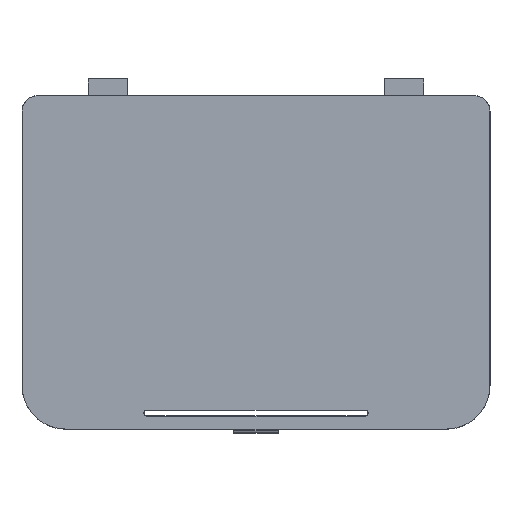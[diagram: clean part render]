
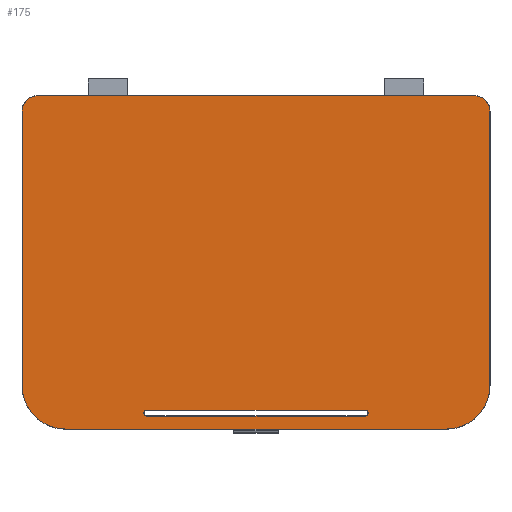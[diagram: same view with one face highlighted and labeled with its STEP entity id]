
A CAD part, top view. The second image highlights one B-rep face of the part: STEP entity #175.
In plain terms, the highlighted planar face has unit normal (0, 0, 1).
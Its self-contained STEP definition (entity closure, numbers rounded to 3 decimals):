
#38 = DIRECTION ( 'NONE',  ( 0., 0., 1. ) ) ;
#45 = CARTESIAN_POINT ( 'NONE',  ( 34., -29.765, 0. ) ) ;
#65 = CARTESIAN_POINT ( 'NONE',  ( 39., 27., 0. ) ) ;
#67 = EDGE_CURVE ( 'NONE', #1221, #2271, #1044, .T. ) ;
#90 = PLANE ( 'NONE',  #1923 ) ;
#102 = AXIS2_PLACEMENT_3D ( 'NONE', #986, #1004, #1169 ) ;
#104 = ORIENTED_EDGE ( 'NONE', *, *, #711, .F. ) ;
#116 = EDGE_CURVE ( 'NONE', #1342, #641, #1055, .T. ) ;
#150 = VERTEX_POINT ( 'NONE', #1624 ) ;
#157 = ORIENTED_EDGE ( 'NONE', *, *, #692, .F. ) ;
#175 = ADVANCED_FACE ( 'NONE', ( #989, #971 ), #90, .T. ) ;
#178 = EDGE_CURVE ( 'NONE', #641, #657, #966, .T. ) ;
#200 = VERTEX_POINT ( 'NONE', #529 ) ;
#212 = VERTEX_POINT ( 'NONE', #1708 ) ;
#215 = EDGE_LOOP ( 'NONE', ( #656, #220, #1879, #2058, #1469, #845, #2052, #1931 ) ) ;
#220 = ORIENTED_EDGE ( 'NONE', *, *, #471, .T. ) ;
#295 = VERTEX_POINT ( 'NONE', #1664 ) ;
#301 = DIRECTION ( 'NONE',  ( 0., 0., 1. ) ) ;
#304 = AXIS2_PLACEMENT_3D ( 'NONE', #1076, #2282, #1239 ) ;
#316 = DIRECTION ( 'NONE',  ( 0., 0., 1. ) ) ;
#346 = EDGE_CURVE ( 'NONE', #200, #771, #1447, .T. ) ;
#366 = EDGE_CURVE ( 'NONE', #1726, #150, #1416, .T. ) ;
#404 = ORIENTED_EDGE ( 'NONE', *, *, #719, .F. ) ;
#431 = EDGE_CURVE ( 'NONE', #500, #1726, #1350, .T. ) ;
#471 = EDGE_CURVE ( 'NONE', #657, #500, #1296, .T. ) ;
#500 = VERTEX_POINT ( 'NONE', #703 ) ;
#512 = DIRECTION ( 'NONE',  ( 1., 0., 0. ) ) ;
#529 = CARTESIAN_POINT ( 'NONE',  ( 20.035, -26.9, 0. ) ) ;
#551 = CARTESIAN_POINT ( 'NONE',  ( -34., -29.765, 0. ) ) ;
#596 = ORIENTED_EDGE ( 'NONE', *, *, #706, .F. ) ;
#622 = CIRCLE ( 'NONE', #1629, 7.765 ) ;
#637 = DIRECTION ( 'NONE',  ( 1., 0., 0. ) ) ;
#641 = VERTEX_POINT ( 'NONE', #1090 ) ;
#656 = ORIENTED_EDGE ( 'NONE', *, *, #178, .T. ) ;
#657 = VERTEX_POINT ( 'NONE', #737 ) ;
#692 = EDGE_CURVE ( 'NONE', #295, #1216, #1710, .T. ) ;
#703 = CARTESIAN_POINT ( 'NONE',  ( -39., 29.765, 0. ) ) ;
#706 = EDGE_CURVE ( 'NONE', #771, #295, #1701, .T. ) ;
#711 = EDGE_CURVE ( 'NONE', #212, #200, #1706, .T. ) ;
#719 = EDGE_CURVE ( 'NONE', #1216, #212, #1689, .T. ) ;
#737 = CARTESIAN_POINT ( 'NONE',  ( 39., 29.765, 0. ) ) ;
#771 = VERTEX_POINT ( 'NONE', #2210 ) ;
#815 = DIRECTION ( 'NONE',  ( 0., 0., 1. ) ) ;
#839 = CARTESIAN_POINT ( 'NONE',  ( 39., -29.765, 0. ) ) ;
#845 = ORIENTED_EDGE ( 'NONE', *, *, #67, .T. ) ;
#846 = DIRECTION ( 'NONE',  ( 1., 0., 0. ) ) ;
#871 = DIRECTION ( 'NONE',  ( 1., 0., 0. ) ) ;
#890 = CARTESIAN_POINT ( 'NONE',  ( -19.5, -27.435, 0. ) ) ;
#966 = CIRCLE ( 'NONE', #1913, 2.765 ) ;
#971 = FACE_OUTER_BOUND ( 'NONE', #215, .T. ) ;
#986 = CARTESIAN_POINT ( 'NONE',  ( 19.5, -26.9, 0. ) ) ;
#989 = FACE_BOUND ( 'NONE', #2245, .T. ) ;
#1004 = DIRECTION ( 'NONE',  ( 0., 0., 1. ) ) ;
#1025 = VECTOR ( 'NONE', #1554, 1000. ) ;
#1041 = VECTOR ( 'NONE', #871, 1000. ) ;
#1044 = LINE ( 'NONE', #839, #1041 ) ;
#1055 = LINE ( 'NONE', #1495, #1025 ) ;
#1076 = CARTESIAN_POINT ( 'NONE',  ( -34., -22., 0. ) ) ;
#1090 = CARTESIAN_POINT ( 'NONE',  ( 41.765, 27., 0. ) ) ;
#1120 = CARTESIAN_POINT ( 'NONE',  ( 34., -22., 0. ) ) ;
#1154 = DIRECTION ( 'NONE',  ( 1., 0., 0. ) ) ;
#1169 = DIRECTION ( 'NONE',  ( 1., 0., 0. ) ) ;
#1216 = VERTEX_POINT ( 'NONE', #890 ) ;
#1221 = VERTEX_POINT ( 'NONE', #551 ) ;
#1239 = DIRECTION ( 'NONE',  ( 1., 0., 0. ) ) ;
#1288 = VECTOR ( 'NONE', #1355, 1000. ) ;
#1293 = DIRECTION ( 'NONE',  ( 1., 0., 0. ) ) ;
#1296 = LINE ( 'NONE', #2057, #1288 ) ;
#1307 = AXIS2_PLACEMENT_3D ( 'NONE', #2220, #1547, #1392 ) ;
#1339 = DIRECTION ( 'NONE',  ( -1., 0., 0. ) ) ;
#1342 = VERTEX_POINT ( 'NONE', #2161 ) ;
#1350 = CIRCLE ( 'NONE', #1825, 2.765 ) ;
#1355 = DIRECTION ( 'NONE',  ( -1., 0., 0. ) ) ;
#1381 = DIRECTION ( 'NONE',  ( 0., -1., 0. ) ) ;
#1392 = DIRECTION ( 'NONE',  ( 1., 0., 0. ) ) ;
#1416 = LINE ( 'NONE', #1688, #1420 ) ;
#1420 = VECTOR ( 'NONE', #1381, 1000. ) ;
#1447 = CIRCLE ( 'NONE', #1307, 0.535 ) ;
#1469 = ORIENTED_EDGE ( 'NONE', *, *, #1975, .T. ) ;
#1495 = CARTESIAN_POINT ( 'NONE',  ( 41.765, 27., 0. ) ) ;
#1524 = CARTESIAN_POINT ( 'NONE',  ( 39., -27.435, 0. ) ) ;
#1547 = DIRECTION ( 'NONE',  ( 0., 0., 1. ) ) ;
#1549 = DIRECTION ( 'NONE',  ( 1., 0., 0. ) ) ;
#1554 = DIRECTION ( 'NONE',  ( 0., 1., 0. ) ) ;
#1568 = CARTESIAN_POINT ( 'NONE',  ( -19.5, -26.9, 0. ) ) ;
#1624 = CARTESIAN_POINT ( 'NONE',  ( -41.765, -22., 0. ) ) ;
#1626 = CARTESIAN_POINT ( 'NONE',  ( -41.765, 27., 0. ) ) ;
#1629 = AXIS2_PLACEMENT_3D ( 'NONE', #1120, #38, #1293 ) ;
#1637 = CARTESIAN_POINT ( 'NONE',  ( 39., 27., 0. ) ) ;
#1651 = DIRECTION ( 'NONE',  ( 0., 0., 1. ) ) ;
#1664 = CARTESIAN_POINT ( 'NONE',  ( -19.5, -26.365, 0. ) ) ;
#1679 = VECTOR ( 'NONE', #1154, 1000. ) ;
#1685 = VECTOR ( 'NONE', #1339, 1000. ) ;
#1688 = CARTESIAN_POINT ( 'NONE',  ( -41.765, 27., 0. ) ) ;
#1689 = LINE ( 'NONE', #1524, #1679 ) ;
#1701 = LINE ( 'NONE', #2036, #1685 ) ;
#1706 = CIRCLE ( 'NONE', #102, 0.535 ) ;
#1708 = CARTESIAN_POINT ( 'NONE',  ( 19.5, -27.435, 0. ) ) ;
#1710 = CIRCLE ( 'NONE', #1837, 0.535 ) ;
#1726 = VERTEX_POINT ( 'NONE', #1626 ) ;
#1825 = AXIS2_PLACEMENT_3D ( 'NONE', #2258, #301, #512 ) ;
#1837 = AXIS2_PLACEMENT_3D ( 'NONE', #1568, #815, #637 ) ;
#1879 = ORIENTED_EDGE ( 'NONE', *, *, #431, .T. ) ;
#1913 = AXIS2_PLACEMENT_3D ( 'NONE', #1637, #1651, #1549 ) ;
#1923 = AXIS2_PLACEMENT_3D ( 'NONE', #65, #316, #846 ) ;
#1931 = ORIENTED_EDGE ( 'NONE', *, *, #116, .T. ) ;
#1975 = EDGE_CURVE ( 'NONE', #150, #1221, #2146, .T. ) ;
#2036 = CARTESIAN_POINT ( 'NONE',  ( 39., -26.365, 0. ) ) ;
#2052 = ORIENTED_EDGE ( 'NONE', *, *, #2237, .T. ) ;
#2057 = CARTESIAN_POINT ( 'NONE',  ( 39., 29.765, 0. ) ) ;
#2058 = ORIENTED_EDGE ( 'NONE', *, *, #366, .T. ) ;
#2110 = ORIENTED_EDGE ( 'NONE', *, *, #346, .F. ) ;
#2146 = CIRCLE ( 'NONE', #304, 7.765 ) ;
#2161 = CARTESIAN_POINT ( 'NONE',  ( 41.765, -22., 0. ) ) ;
#2210 = CARTESIAN_POINT ( 'NONE',  ( 19.5, -26.365, 0. ) ) ;
#2220 = CARTESIAN_POINT ( 'NONE',  ( 19.5, -26.9, 0. ) ) ;
#2237 = EDGE_CURVE ( 'NONE', #2271, #1342, #622, .T. ) ;
#2245 = EDGE_LOOP ( 'NONE', ( #157, #596, #2110, #104, #404 ) ) ;
#2258 = CARTESIAN_POINT ( 'NONE',  ( -39., 27., 0. ) ) ;
#2271 = VERTEX_POINT ( 'NONE', #45 ) ;
#2282 = DIRECTION ( 'NONE',  ( 0., 0., 1. ) ) ;
